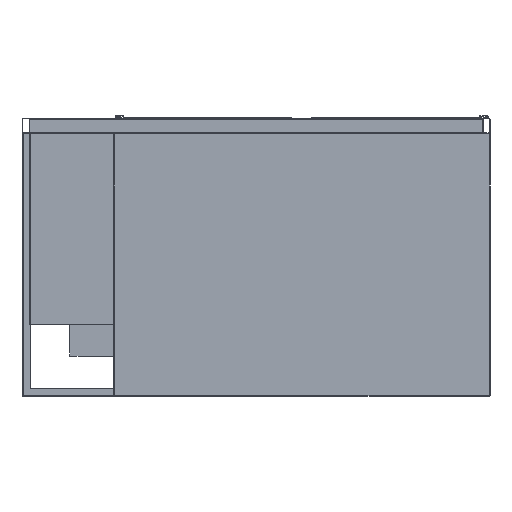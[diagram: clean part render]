
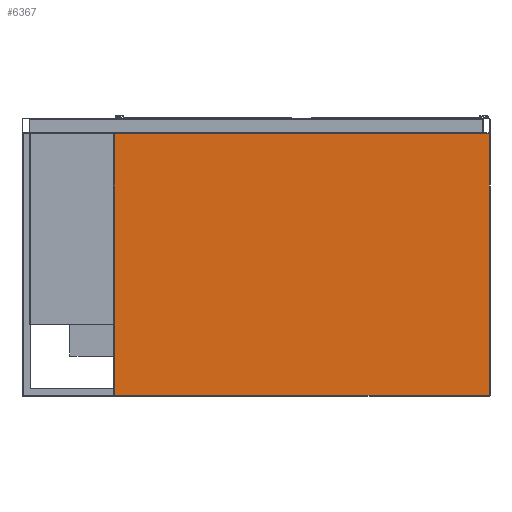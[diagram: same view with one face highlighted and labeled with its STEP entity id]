
A CAD part, front view. The second image highlights one B-rep face of the part: STEP entity #6367.
In plain terms, the highlighted planar face has unit normal (0, -1, 0).
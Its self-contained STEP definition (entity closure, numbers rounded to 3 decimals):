
#42 = VERTEX_POINT ( 'NONE', #6920 ) ;
#356 = CARTESIAN_POINT ( 'NONE',  ( -513., -230., -758. ) ) ;
#676 = PLANE ( 'NONE',  #13090 ) ;
#708 = VECTOR ( 'NONE', #16208, 1000. ) ;
#822 = LINE ( 'NONE', #5933, #3394 ) ;
#1995 = VERTEX_POINT ( 'NONE', #16887 ) ;
#3394 = VECTOR ( 'NONE', #19407, 1000. ) ;
#5115 = DIRECTION ( 'NONE',  ( 0., 0., -1. ) ) ;
#5678 = CARTESIAN_POINT ( 'NONE',  ( -515., -230., -42. ) ) ;
#5933 = CARTESIAN_POINT ( 'NONE',  ( -513., -230., -760. ) ) ;
#6367 = ADVANCED_FACE ( 'Fl�che8', ( #18707 ), #676, .T. ) ;
#6557 = VECTOR ( 'NONE', #7994, 1000. ) ;
#6920 = CARTESIAN_POINT ( 'NONE',  ( 513., -230., -42. ) ) ;
#7078 = VECTOR ( 'NONE', #11153, 1000. ) ;
#7089 = EDGE_CURVE ( 'NONE', #1995, #42, #10963, .T. ) ;
#7824 = CARTESIAN_POINT ( 'NONE',  ( -515., -230., -760. ) ) ;
#7994 = DIRECTION ( 'NONE',  ( 1., 0., 0. ) ) ;
#9232 = CARTESIAN_POINT ( 'NONE',  ( -513., -230., -42. ) ) ;
#9278 = CARTESIAN_POINT ( 'NONE',  ( 513., -230., -760. ) ) ;
#9686 = LINE ( 'NONE', #14244, #6557 ) ;
#10373 = LINE ( 'NONE', #5678, #708 ) ;
#10963 = LINE ( 'NONE', #9278, #7078 ) ;
#10965 = VERTEX_POINT ( 'NONE', #356 ) ;
#11153 = DIRECTION ( 'NONE',  ( 0., 0., 1. ) ) ;
#11485 = EDGE_CURVE ( 'NONE', #19302, #10965, #822, .T. ) ;
#12124 = EDGE_CURVE ( 'NONE', #10965, #1995, #9686, .T. ) ;
#13090 = AXIS2_PLACEMENT_3D ( 'NONE', #7824, #18525, #5115 ) ;
#13350 = ORIENTED_EDGE ( 'NONE', *, *, #11485, .T. ) ;
#14244 = CARTESIAN_POINT ( 'NONE',  ( -515., -230., -758. ) ) ;
#14347 = ORIENTED_EDGE ( 'NONE', *, *, #7089, .T. ) ;
#15335 = EDGE_LOOP ( 'NONE', ( #15914, #13350, #19235, #14347 ) ) ;
#15914 = ORIENTED_EDGE ( 'NONE', *, *, #18782, .T. ) ;
#16208 = DIRECTION ( 'NONE',  ( -1., 0., 0. ) ) ;
#16887 = CARTESIAN_POINT ( 'NONE',  ( 513., -230., -758. ) ) ;
#18525 = DIRECTION ( 'NONE',  ( 0., -1., 0. ) ) ;
#18707 = FACE_OUTER_BOUND ( 'NONE', #15335, .T. ) ;
#18782 = EDGE_CURVE ( 'NONE', #42, #19302, #10373, .T. ) ;
#19235 = ORIENTED_EDGE ( 'NONE', *, *, #12124, .T. ) ;
#19302 = VERTEX_POINT ( 'NONE', #9232 ) ;
#19407 = DIRECTION ( 'NONE',  ( 0., 0., -1. ) ) ;
